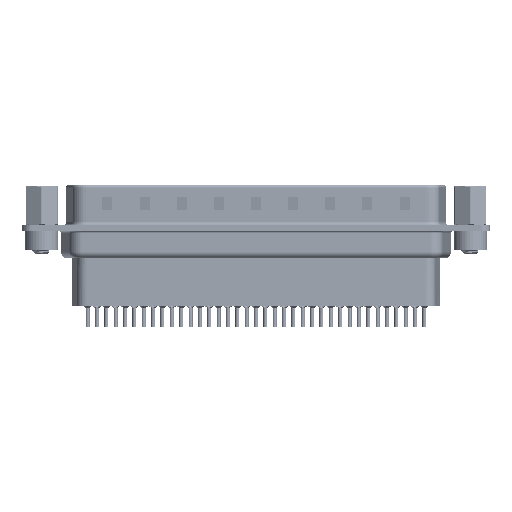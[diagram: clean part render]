
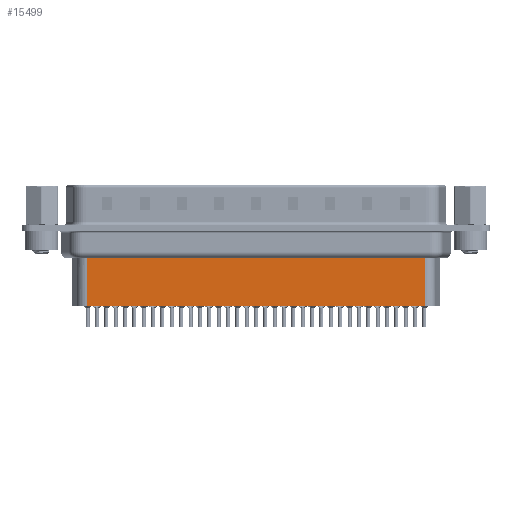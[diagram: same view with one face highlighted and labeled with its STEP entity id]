
A CAD part, front view. The second image highlights one B-rep face of the part: STEP entity #15499.
In plain terms, the highlighted planar face has unit normal (0, -1, 0).
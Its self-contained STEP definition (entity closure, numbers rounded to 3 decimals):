
#41 = EDGE_CURVE ( 'NONE', #5880, #2267, #7544, .T. ) ;
#326 = FACE_OUTER_BOUND ( 'NONE', #26252, .T. ) ;
#483 = AXIS2_PLACEMENT_3D ( 'NONE', #28412, #7511, #25930 ) ;
#1813 = VECTOR ( 'NONE', #8512, 1000. ) ;
#2267 = VERTEX_POINT ( 'NONE', #26211 ) ;
#2333 = ORIENTED_EDGE ( 'NONE', *, *, #41, .T. ) ;
#5880 = VERTEX_POINT ( 'NONE', #13941 ) ;
#7147 = EDGE_CURVE ( 'NONE', #17586, #2267, #8137, .T. ) ;
#7249 = CARTESIAN_POINT ( 'NONE',  ( 6.706, -3.5, -3.1 ) ) ;
#7511 = DIRECTION ( 'NONE',  ( 0., -1., 0. ) ) ;
#7544 = LINE ( 'NONE', #7249, #8355 ) ;
#8137 = LINE ( 'NONE', #32265, #1813 ) ;
#8355 = VECTOR ( 'NONE', #15097, 1000. ) ;
#8512 = DIRECTION ( 'NONE',  ( -1., 0., 0. ) ) ;
#9201 = VERTEX_POINT ( 'NONE', #16760 ) ;
#9507 = CARTESIAN_POINT ( 'NONE',  ( 56.794, -3.5, -3.1 ) ) ;
#10460 = VECTOR ( 'NONE', #11226, 1000. ) ;
#11072 = CARTESIAN_POINT ( 'NONE',  ( 56.794, -3.5, -11.45 ) ) ;
#11077 = EDGE_CURVE ( 'NONE', #9201, #17586, #12440, .T. ) ;
#11226 = DIRECTION ( 'NONE',  ( -1., 0., 0. ) ) ;
#11463 = ORIENTED_EDGE ( 'NONE', *, *, #11077, .F. ) ;
#12440 = LINE ( 'NONE', #9507, #32714 ) ;
#13092 = EDGE_CURVE ( 'NONE', #9201, #5880, #23624, .T. ) ;
#13941 = CARTESIAN_POINT ( 'NONE',  ( 6.706, -3.5, -4.097 ) ) ;
#15097 = DIRECTION ( 'NONE',  ( 0., 0., -1. ) ) ;
#15499 = ADVANCED_FACE ( 'NONE', ( #326 ), #23281, .T. ) ;
#16760 = CARTESIAN_POINT ( 'NONE',  ( 56.794, -3.5, -4.097 ) ) ;
#17586 = VERTEX_POINT ( 'NONE', #11072 ) ;
#22852 = ORIENTED_EDGE ( 'NONE', *, *, #13092, .T. ) ;
#23281 = PLANE ( 'NONE',  #483 ) ;
#23624 = LINE ( 'NONE', #26985, #10460 ) ;
#25930 = DIRECTION ( 'NONE',  ( 1., 0., 0. ) ) ;
#26146 = ORIENTED_EDGE ( 'NONE', *, *, #7147, .F. ) ;
#26211 = CARTESIAN_POINT ( 'NONE',  ( 6.706, -3.5, -11.45 ) ) ;
#26252 = EDGE_LOOP ( 'NONE', ( #11463, #22852, #2333, #26146 ) ) ;
#26985 = CARTESIAN_POINT ( 'NONE',  ( 6.459, -3.5, -4.097 ) ) ;
#27871 = DIRECTION ( 'NONE',  ( 0., 0., -1. ) ) ;
#28412 = CARTESIAN_POINT ( 'NONE',  ( 6.706, -3.5, -3.1 ) ) ;
#32265 = CARTESIAN_POINT ( 'NONE',  ( 6.706, -3.5, -11.45 ) ) ;
#32714 = VECTOR ( 'NONE', #27871, 1000. ) ;
